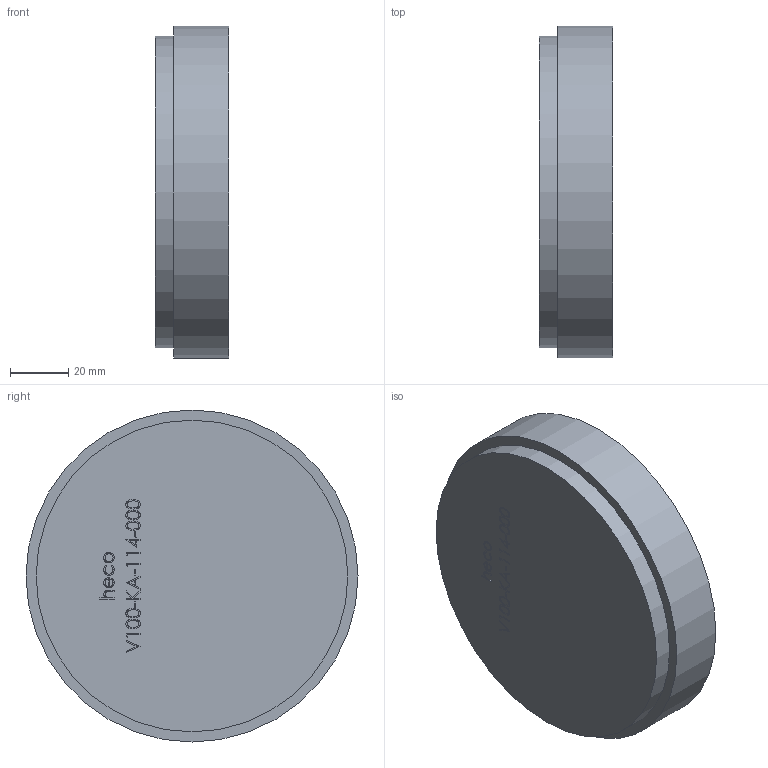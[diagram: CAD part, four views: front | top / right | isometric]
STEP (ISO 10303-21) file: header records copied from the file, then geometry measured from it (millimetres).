
FILE_DESCRIPTION (( 'STEP AP214' ), '1' );
FILE_NAME ('V100-KA-114-000-x Typ E496 DN100 400 Ø114,3 1812.STEP', '2018-12-19T09:31:10', ( '' ), ( '' ), 'SwSTEP 2.0', 'SolidWorks 2016', '' );
FILE_SCHEMA (( 'AUTOMOTIVE_DESIGN' ));
Length unit declared in the file: inch
Products named in the file (1): V100-KA-114-000-x Typ E496 DN100 400 Ø114,3 1812
Bounding box: 25.43 x 114.3 x 114.3 mm (x, y, z)
Volume: 174654.8 mm3; surface area: 32592.4 mm2
Topology: 1 solids, 1 shells, 200 faces, 504 edges, 336 vertices
Faces by surface type: plane 117, bspline 80, cylinder 3
Full cylindrical faces by diameter (mm): 101.6 x1, 107.315 x1, 114.3 x1
Entity records: 13619 total; most frequent: CARTESIAN_POINT 6926, ORIENTED_EDGE 1002, DIRECTION 589, EDGE_CURVE 501, VERTEX_POINT 336, LINE 335, VECTOR 335, EDGE_LOOP 233
